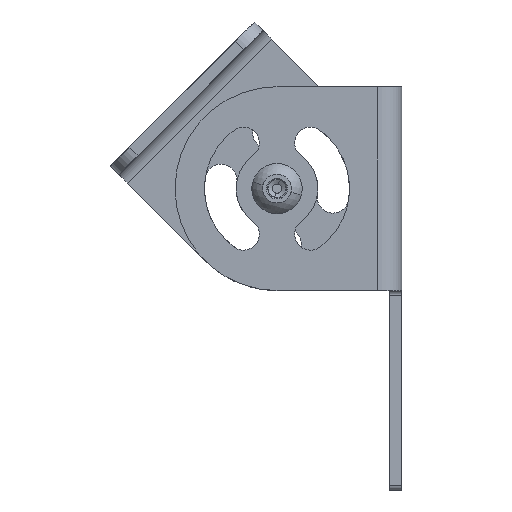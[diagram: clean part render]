
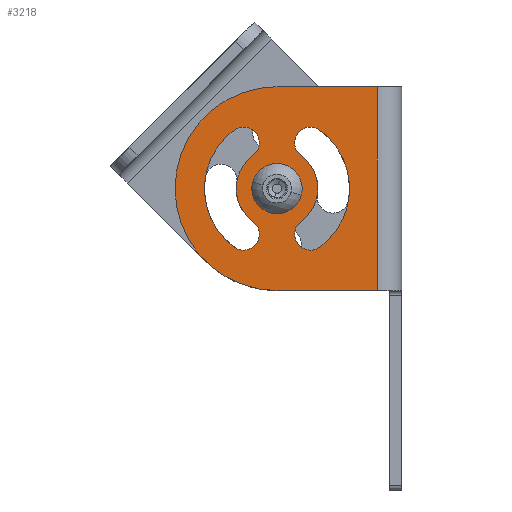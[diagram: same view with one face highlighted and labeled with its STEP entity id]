
A CAD part, left-side view. The second image highlights one B-rep face of the part: STEP entity #3218.
In plain terms, the highlighted planar face has unit normal (-1, 0, 0).
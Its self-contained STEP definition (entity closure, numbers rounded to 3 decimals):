
#766=DIRECTION('',(0.,1.,0.));
#767=VECTOR('',#766,22.166);
#768=CARTESIAN_POINT('',(0.,5.334,44.5));
#769=LINE('',#768,#767);
#770=CARTESIAN_POINT('',(0.,27.5,22.));
#771=DIRECTION('',(-1.,0.,0.));
#772=DIRECTION('',(0.,0.,1.));
#773=AXIS2_PLACEMENT_3D('',#770,#771,#772);
#775=DIRECTION('',(0.,0.,1.));
#776=VECTOR('',#775,45.);
#777=CARTESIAN_POINT('',(0.,5.334,-0.5));
#778=LINE('',#777,#776);
#779=CARTESIAN_POINT('',(0.,27.5,22.));
#780=DIRECTION('',(1.,0.,0.));
#781=DIRECTION('',(0.,-1.,0.));
#782=AXIS2_PLACEMENT_3D('',#779,#780,#781);
#784=CARTESIAN_POINT('',(0.,27.5,22.));
#785=DIRECTION('',(1.,0.,0.));
#786=DIRECTION('',(0.,1.,0.));
#787=AXIS2_PLACEMENT_3D('',#784,#785,#786);
#789=CARTESIAN_POINT('',(0.,27.5,22.));
#790=DIRECTION('',(1.,0.,0.));
#791=DIRECTION('',(0.,0.591,-0.806));
#792=AXIS2_PLACEMENT_3D('',#789,#790,#791);
#794=CARTESIAN_POINT('',(0.,27.5,22.));
#795=DIRECTION('',(1.,0.,0.));
#796=DIRECTION('',(0.,0.591,-0.806));
#797=AXIS2_PLACEMENT_3D('',#794,#795,#796);
#799=CARTESIAN_POINT('',(0.,27.5,22.));
#800=DIRECTION('',(1.,0.,0.));
#801=DIRECTION('',(0.,-0.591,0.806));
#802=AXIS2_PLACEMENT_3D('',#799,#800,#801);
#804=CARTESIAN_POINT('',(0.,27.5,22.));
#805=DIRECTION('',(1.,0.,0.));
#806=DIRECTION('',(0.,-0.591,0.806));
#807=AXIS2_PLACEMENT_3D('',#804,#805,#806);
#813=DIRECTION('',(0.,1.,0.));
#814=VECTOR('',#813,22.166);
#815=CARTESIAN_POINT('',(0.,5.334,-0.5));
#816=LINE('',#815,#814);
#841=CARTESIAN_POINT('',(0.,34.893,11.921));
#842=DIRECTION('',(1.,0.,0.));
#843=DIRECTION('',(0.,-0.591,0.806));
#844=AXIS2_PLACEMENT_3D('',#841,#842,#843);
#864=CARTESIAN_POINT('',(0.,34.893,
32.079));
#865=DIRECTION('',(1.,0.,0.));
#866=DIRECTION('',(0.,0.591,0.806));
#867=AXIS2_PLACEMENT_3D('',#864,#865,#866);
#882=CARTESIAN_POINT('',(0.,20.107,
11.921));
#883=DIRECTION('',(1.,0.,0.));
#884=DIRECTION('',(0.,-0.591,-0.806));
#885=AXIS2_PLACEMENT_3D('',#882,#883,#884);
#895=CARTESIAN_POINT('',(0.,20.107,32.079));
#896=DIRECTION('',(1.,0.,0.));
#897=DIRECTION('',(0.,0.591,-0.806));
#898=AXIS2_PLACEMENT_3D('',#895,#896,#897);
#1945=CARTESIAN_POINT('',(0.,24.122,22.));
#1947=VERTEX_POINT('',#1945);
#1949=CARTESIAN_POINT('',(0.,30.878,22.));
#1951=VERTEX_POINT('',#1949);
#1954=CARTESIAN_POINT('',(0.,5.334,-0.5));
#1956=VERTEX_POINT('',#1954);
#1958=CARTESIAN_POINT('',(0.,5.334,44.5));
#1960=VERTEX_POINT('',#1958);
#1973=CARTESIAN_POINT('',(0.,27.5,44.5));
#1974=VERTEX_POINT('',#1973);
#1975=CARTESIAN_POINT('',(0.,27.5,-0.5));
#1976=VERTEX_POINT('',#1975);
#2005=CARTESIAN_POINT('',(0.,32.823,14.743));
#2007=VERTEX_POINT('',#2005);
#2009=CARTESIAN_POINT('',(0.,36.963,9.099));
#2011=VERTEX_POINT('',#2009);
#2014=CARTESIAN_POINT('',(0.,32.823,29.257));
#2016=VERTEX_POINT('',#2014);
#2018=CARTESIAN_POINT('',(0.,36.963,34.901));
#2020=VERTEX_POINT('',#2018);
#2022=CARTESIAN_POINT('',(0.,22.177,14.743));
#2024=VERTEX_POINT('',#2022);
#2026=CARTESIAN_POINT('',(0.,18.037,9.099));
#2028=VERTEX_POINT('',#2026);
#2029=CARTESIAN_POINT('',(0.,22.177,29.257));
#2031=VERTEX_POINT('',#2029);
#2033=CARTESIAN_POINT('',(0.,18.037,34.901));
#2035=VERTEX_POINT('',#2033);
#3180=CARTESIAN_POINT('',(0.,5.334,-0.5));
#3181=DIRECTION('',(1.,0.,0.));
#3182=DIRECTION('',(0.,1.,0.));
#3183=AXIS2_PLACEMENT_3D('',#3180,#3181,#3182);
#3184=PLANE('',#3183);
#3185=ORIENTED_EDGE('',*,*,#3160,.F.);
#3186=ORIENTED_EDGE('',*,*,#3175,.F.);
#3187=ORIENTED_EDGE('',*,*,#3038,.F.);
#3189=ORIENTED_EDGE('',*,*,#3188,.T.);
#3190=EDGE_LOOP('',(#3185,#3186,#3187,#3189));
#3191=FACE_OUTER_BOUND('',#3190,.F.);
#3193=ORIENTED_EDGE('',*,*,#3192,.F.);
#3195=ORIENTED_EDGE('',*,*,#3194,.F.);
#3196=EDGE_LOOP('',(#3193,#3195));
#3197=FACE_BOUND('',#3196,.F.);
#3199=ORIENTED_EDGE('',*,*,#3198,.T.);
#3201=ORIENTED_EDGE('',*,*,#3200,.F.);
#3203=ORIENTED_EDGE('',*,*,#3202,.F.);
#3205=ORIENTED_EDGE('',*,*,#3204,.F.);
#3206=EDGE_LOOP('',(#3199,#3201,#3203,#3205));
#3207=FACE_BOUND('',#3206,.F.);
#3209=ORIENTED_EDGE('',*,*,#3208,.T.);
#3211=ORIENTED_EDGE('',*,*,#3210,.F.);
#3213=ORIENTED_EDGE('',*,*,#3212,.F.);
#3215=ORIENTED_EDGE('',*,*,#3214,.F.);
#3216=EDGE_LOOP('',(#3209,#3211,#3213,#3215));
#3217=FACE_BOUND('',#3216,.F.);
#774=CIRCLE('',#773,22.5);
#783=CIRCLE('',#782,3.378);
#788=CIRCLE('',#787,3.378);
#793=CIRCLE('',#792,9.);
#798=CIRCLE('',#797,16.);
#803=CIRCLE('',#802,9.);
#808=CIRCLE('',#807,16.);
#845=CIRCLE('',#844,3.5);
#868=CIRCLE('',#867,3.5);
#886=CIRCLE('',#885,3.5);
#899=CIRCLE('',#898,3.5);
#3038=EDGE_CURVE('',#1956,#1960,#778,.T.);
#3160=EDGE_CURVE('',#1974,#1976,#774,.T.);
#3175=EDGE_CURVE('',#1960,#1974,#769,.T.);
#3188=EDGE_CURVE('',#1956,#1976,#816,.T.);
#3192=EDGE_CURVE('',#1947,#1951,#783,.T.);
#3194=EDGE_CURVE('',#1951,#1947,#788,.T.);
#3198=EDGE_CURVE('',#2007,#2016,#793,.T.);
#3200=EDGE_CURVE('',#2020,#2016,#868,.T.);
#3202=EDGE_CURVE('',#2011,#2020,#798,.T.);
#3204=EDGE_CURVE('',#2007,#2011,#845,.T.);
#3208=EDGE_CURVE('',#2031,#2024,#803,.T.);
#3210=EDGE_CURVE('',#2028,#2024,#886,.T.);
#3212=EDGE_CURVE('',#2035,#2028,#808,.T.);
#3214=EDGE_CURVE('',#2031,#2035,#899,.T.);
#3218=ADVANCED_FACE('',(#3191,#3197,#3207,#3217),#3184,.F.);
